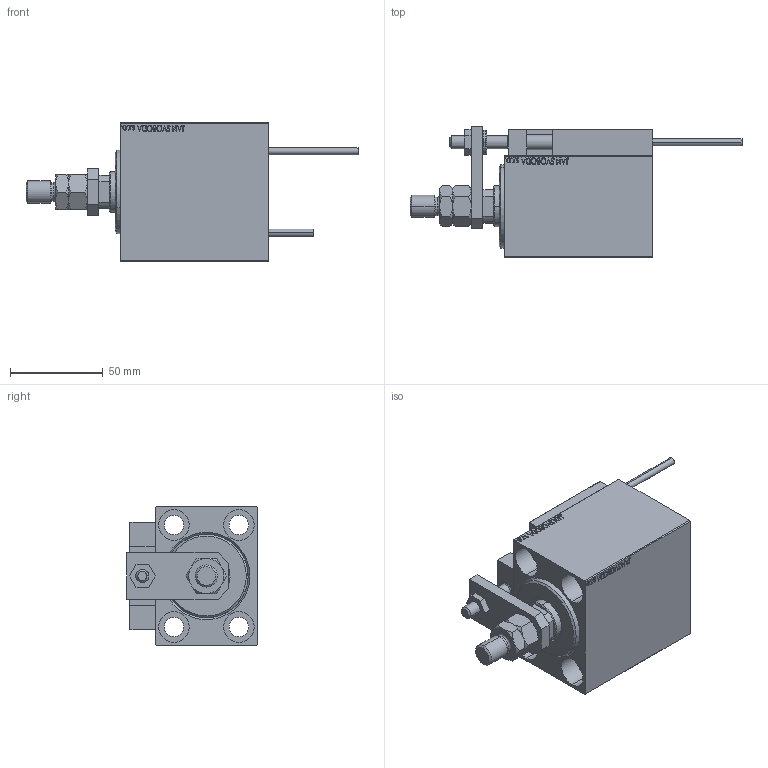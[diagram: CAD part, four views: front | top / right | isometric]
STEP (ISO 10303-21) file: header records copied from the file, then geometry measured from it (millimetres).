
FILE_DESCRIPTION (( 'STEP AP203' ), '1' );
FILE_NAME ('6c5b.STEP', '2024-03-12T07:57:45', ( '' ), ( '' ), 'SwSTEP 2.0', 'SolidWorks 2019', '' );
FILE_SCHEMA (( 'CONFIG_CONTROL_DESIGN' ));
Length unit declared in the file: millimetre
Products named in the file (16): MAGNET 09f7634f50033a950b2c36f6b46ad506; ZARAZKA 09f7634f50033a950b2c36f6b46ad506; X_Y_MTA 09f7634f50033a950b2c36f6b46ad506; ALLEN BOLT D8 09f7634f50033a950b2c36f6b46ad506; Block 09f7634f50033a950b2c36f6b46ad506; SWITCH X 09f7634f50033a950b2c36f6b46ad506; ALLEN BOLT D5 09f7634f50033a950b2c36f6b46ad506; 6c5b; SWITCH_X_FRONT_BACK 09f7634f50033a950b2c36f6b46ad506; V450CM_C_VCP 09f7634f50033a950b2c36f6b46ad506; NUT_D12 09f7634f50033a950b2c36f6b46ad506; V450CM_C_Body 09f7634f50033a950b2c36f6b46ad506; KONCOVKA 09f7634f50033a950b2c36f6b46ad506; V450CM_VC_B 09f7634f50033a950b2c36f6b46ad506; TYC_L79 09f7634f50033a950b2c36f6b46ad506; SWITCH DIM B,W 09f7634f50033a950b2c36f6b46ad506
Assembly tree (25 placements, depth 3):
  6c5b
    V450CM_C_Body 09f7634f50033a950b2c36f6b46ad506
    SWITCH X 09f7634f50033a950b2c36f6b46ad506
      SWITCH_X_FRONT_BACK 09f7634f50033a950b2c36f6b46ad506  x2
      TYC_L79 09f7634f50033a950b2c36f6b46ad506
      Block 09f7634f50033a950b2c36f6b46ad506  x2
      ALLEN BOLT D5 09f7634f50033a950b2c36f6b46ad506  x4
      ALLEN BOLT D8 09f7634f50033a950b2c36f6b46ad506  x4
      MAGNET 09f7634f50033a950b2c36f6b46ad506  x2
      KONCOVKA 09f7634f50033a950b2c36f6b46ad506  x2
    NUT_D12 09f7634f50033a950b2c36f6b46ad506
    SWITCH DIM B,W 09f7634f50033a950b2c36f6b46ad506
    ZARAZKA 09f7634f50033a950b2c36f6b46ad506
    V450CM_C_VCP 09f7634f50033a950b2c36f6b46ad506
    V450CM_VC_B 09f7634f50033a950b2c36f6b46ad506
    X_Y_MTA 09f7634f50033a950b2c36f6b46ad506
Bounding box: 179 x 70.5 x 75 mm (x, y, z)
Volume: 337204.9 mm3; surface area: 89743.9 mm2
Topology: 24 solids, 24 shells, 1331 faces, 3170 edges, 2017 vertices
Faces by surface type: plane 575, bspline 380, cylinder 192, cone 134, torus 46, sphere 4
Entity records: 51868 total; most frequent: CARTESIAN_POINT 26544, ORIENTED_EDGE 5360, DIRECTION 3644, EDGE_CURVE 2680, VERTEX_POINT 1741, VECTOR 1506, LINE 1506, EDGE_LOOP 1243
